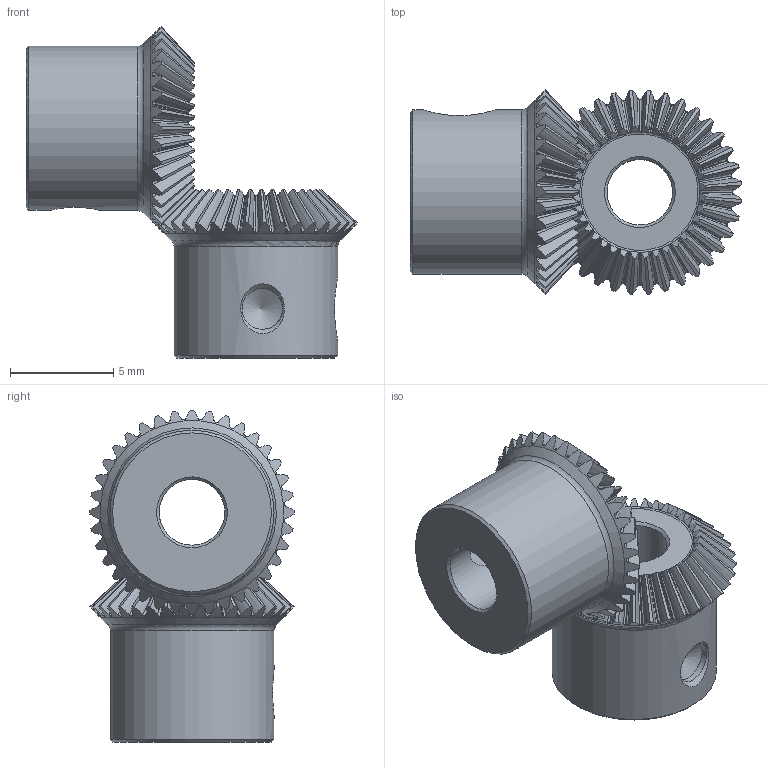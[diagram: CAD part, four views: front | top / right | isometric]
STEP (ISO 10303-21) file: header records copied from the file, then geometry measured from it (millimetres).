
FILE_DESCRIPTION (( 'STEP AP203' ), '1' );
FILE_NAME ('112537.STEP', '2014-06-05T19:52:39', ( '' ), ( '' ), 'SwSTEP 2.0', 'SolidWorks 2012', '' );
FILE_SCHEMA (( 'CONFIG_CONTROL_DESIGN' ));
Length unit declared in the file: inch
Products named in the file (2): 112537
Assembly tree (2 placements, depth 2):
  112537
    112537  x2
Bounding box: 16.05 x 9.9 x 16.06 mm (x, y, z)
Volume: 648.6 mm3; surface area: 865.9 mm2
Topology: 2 solids, 2 shells, 464 faces, 1334 edges, 874 vertices
Faces by surface type: bspline 344, cone 104, cylinder 8, plane 4, torus 4
Full cylindrical faces by diameter (mm): 1.778 x2, 1.985 x2, 3.175 x2, 7.938 x2
Entity records: 13310 total; most frequent: CARTESIAN_POINT 8544, ORIENTED_EDGE 1296, EDGE_CURVE 648, DIRECTION 444, VERTEX_POINT 432, B_SPLINE_CURVE_WITH_KNOTS 427, EDGE_LOOP 250, FACE_OUTER_BOUND 238
